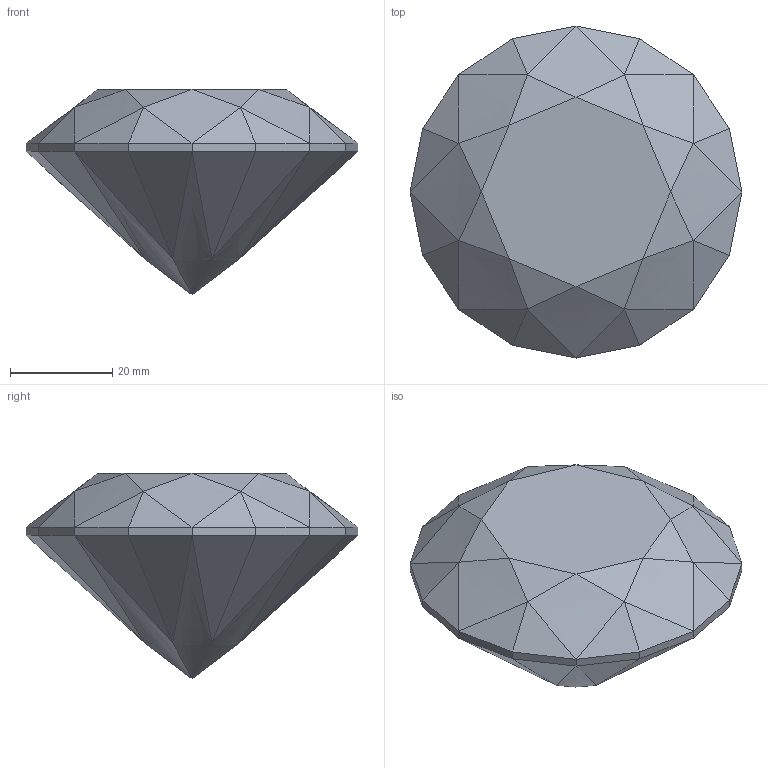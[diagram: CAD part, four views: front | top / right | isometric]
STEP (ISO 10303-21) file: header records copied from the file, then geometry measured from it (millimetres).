
FILE_DESCRIPTION(('FreeCAD Model'),'2;1');
FILE_NAME('Open CASCADE Shape Model','2025-05-04T04:24:15',('FreeCAD'),( 'FreeCAD'),'Open CASCADE STEP processor 7.6','FreeCAD','Unknown');
FILE_SCHEMA(('AUTOMOTIVE_DESIGN { 1 0 10303 214 1 1 1 1 }'));
Products named in the file (1): Open CASCADE STEP translator 7.6 1
Bounding box: 64.86 x 64.86 x 40.08 mm (x, y, z)
Volume: 59369.9 mm3; surface area: 8527.5 mm2
Topology: 1 solids, 1 shells, 73 faces, 128 edges, 57 vertices
Faces by surface type: bspline 73
Entity records: 45700 total; most frequent: CARTESIAN_POINT 44822, ORIENTED_EDGE 256, EDGE_CURVE 128, B_SPLINE_CURVE_WITH_KNOTS 128, ADVANCED_FACE 73, FACE_BOUND 73, EDGE_LOOP 73, B_SPLINE_SURFACE_WITH_KNOTS 73
